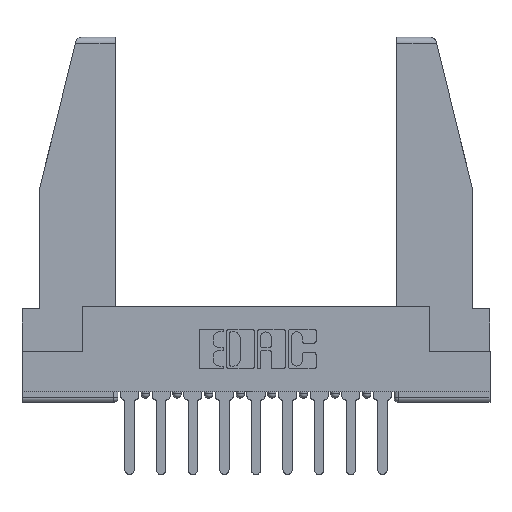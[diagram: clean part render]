
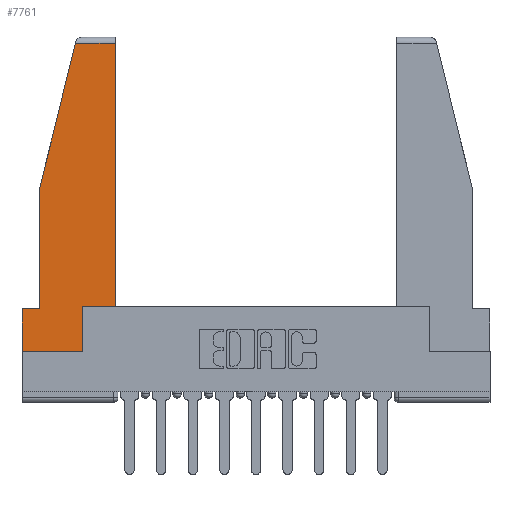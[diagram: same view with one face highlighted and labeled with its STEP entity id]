
A CAD part, top view. The second image highlights one B-rep face of the part: STEP entity #7761.
In plain terms, the highlighted planar face has unit normal (0, 0, 1).
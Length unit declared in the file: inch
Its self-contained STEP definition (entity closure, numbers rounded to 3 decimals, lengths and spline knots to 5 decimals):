
#134 = EDGE_CURVE ( 'NONE', #12608, #10734, #11951, .T. ) ;
#252 = EDGE_CURVE ( 'NONE', #9555, #10537, #1095, .T. ) ;
#309 = LINE ( 'NONE', #1643, #10043 ) ;
#415 = VECTOR ( 'NONE', #3105, 39.37008 ) ;
#1095 = LINE ( 'NONE', #11361, #11418 ) ;
#1202 = DIRECTION ( 'NONE',  ( 0., 1., 0. ) ) ;
#1244 = EDGE_CURVE ( 'NONE', #12481, #12149, #2581, .T. ) ;
#1307 = CARTESIAN_POINT ( 'NONE',  ( 0.086, 0.8, 0. ) ) ;
#1544 = VERTEX_POINT ( 'NONE', #5508 ) ;
#1639 = CARTESIAN_POINT ( 'NONE',  ( 0., 0., 0. ) ) ;
#1643 = CARTESIAN_POINT ( 'NONE',  ( 0., 0.21, 0. ) ) ;
#1737 = DIRECTION ( 'NONE',  ( -1., 0., 0. ) ) ;
#2009 = ORIENTED_EDGE ( 'NONE', *, *, #14227, .T. ) ;
#2508 = CARTESIAN_POINT ( 'NONE',  ( 0.271, 1.55, 0. ) ) ;
#2581 = LINE ( 'NONE', #2508, #9940 ) ;
#2608 = CARTESIAN_POINT ( 'NONE',  ( 0., 0.21, 0. ) ) ;
#2633 = ORIENTED_EDGE ( 'NONE', *, *, #6916, .T. ) ;
#3105 = DIRECTION ( 'NONE',  ( 0., 1., 0. ) ) ;
#3479 = PLANE ( 'NONE',  #13295 ) ;
#3593 = ORIENTED_EDGE ( 'NONE', *, *, #9208, .T. ) ;
#5037 = DIRECTION ( 'NONE',  ( -1., 0., 0. ) ) ;
#5091 = DIRECTION ( 'NONE',  ( 0., -1., 0. ) ) ;
#5101 = VECTOR ( 'NONE', #1202, 39.37008 ) ;
#5508 = CARTESIAN_POINT ( 'NONE',  ( 0.461, 1.52, 0. ) ) ;
#5760 = CARTESIAN_POINT ( 'NONE',  ( 0.297, 0., 0. ) ) ;
#5831 = ORIENTED_EDGE ( 'NONE', *, *, #6062, .T. ) ;
#5920 = CARTESIAN_POINT ( 'NONE',  ( 0.461, 0.223, 0. ) ) ;
#6062 = EDGE_CURVE ( 'NONE', #12787, #9679, #8264, .T. ) ;
#6615 = ORIENTED_EDGE ( 'NONE', *, *, #8101, .T. ) ;
#6717 = LINE ( 'NONE', #7885, #5101 ) ;
#6857 = DIRECTION ( 'NONE',  ( 1., 0., 0. ) ) ;
#6916 = EDGE_CURVE ( 'NONE', #12149, #12787, #11718, .T. ) ;
#7730 = EDGE_CURVE ( 'NONE', #10734, #9555, #6717, .T. ) ;
#7761 = ADVANCED_FACE ( 'NONE', ( #12358 ), #3479, .T. ) ;
#7793 = ORIENTED_EDGE ( 'NONE', *, *, #7730, .T. ) ;
#7884 = CARTESIAN_POINT ( 'NONE',  ( 0.2636, 1.52, 0. ) ) ;
#7885 = CARTESIAN_POINT ( 'NONE',  ( 0.297, 0., 0. ) ) ;
#8101 = EDGE_CURVE ( 'NONE', #10537, #1544, #14257, .T. ) ;
#8207 = DIRECTION ( 'NONE',  ( 0., -1., 0. ) ) ;
#8256 = VECTOR ( 'NONE', #5037, 39.37008 ) ;
#8264 = LINE ( 'NONE', #2608, #8256 ) ;
#8876 = DIRECTION ( 'NONE',  ( 1., 0., 0. ) ) ;
#8879 = CARTESIAN_POINT ( 'NONE',  ( 0., 0.21, 0. ) ) ;
#8967 = CARTESIAN_POINT ( 'NONE',  ( 0.086, 0.21, 0. ) ) ;
#9145 = LINE ( 'NONE', #13620, #13175 ) ;
#9208 = EDGE_CURVE ( 'NONE', #9679, #12608, #309, .T. ) ;
#9555 = VERTEX_POINT ( 'NONE', #9677 ) ;
#9677 = CARTESIAN_POINT ( 'NONE',  ( 0.297, 0.223, 0. ) ) ;
#9679 = VERTEX_POINT ( 'NONE', #8879 ) ;
#9940 = VECTOR ( 'NONE', #11670, 39.37008 ) ;
#10043 = VECTOR ( 'NONE', #5091, 39.37008 ) ;
#10216 = CARTESIAN_POINT ( 'NONE',  ( 0., 0., 0. ) ) ;
#10281 = EDGE_LOOP ( 'NONE', ( #6615, #2009, #13639, #2633, #5831, #3593, #13221, #7793, #12558 ) ) ;
#10537 = VERTEX_POINT ( 'NONE', #5920 ) ;
#10734 = VERTEX_POINT ( 'NONE', #5760 ) ;
#11361 = CARTESIAN_POINT ( 'NONE',  ( 0.297, 0.223, 0. ) ) ;
#11396 = DIRECTION ( 'NONE',  ( 0., 0., 1. ) ) ;
#11418 = VECTOR ( 'NONE', #8876, 39.37008 ) ;
#11670 = DIRECTION ( 'NONE',  ( -0.239, -0.971, 0. ) ) ;
#11718 = LINE ( 'NONE', #12966, #12563 ) ;
#11951 = LINE ( 'NONE', #12978, #14260 ) ;
#12149 = VERTEX_POINT ( 'NONE', #1307 ) ;
#12358 = FACE_OUTER_BOUND ( 'NONE', #10281, .T. ) ;
#12481 = VERTEX_POINT ( 'NONE', #7884 ) ;
#12558 = ORIENTED_EDGE ( 'NONE', *, *, #252, .T. ) ;
#12563 = VECTOR ( 'NONE', #8207, 39.37008 ) ;
#12608 = VERTEX_POINT ( 'NONE', #1639 ) ;
#12787 = VERTEX_POINT ( 'NONE', #8967 ) ;
#12966 = CARTESIAN_POINT ( 'NONE',  ( 0.086, 0.8, 0. ) ) ;
#12978 = CARTESIAN_POINT ( 'NONE',  ( 0., 0., 0. ) ) ;
#13047 = DIRECTION ( 'NONE',  ( 1., 0., 0. ) ) ;
#13175 = VECTOR ( 'NONE', #1737, 39.37008 ) ;
#13221 = ORIENTED_EDGE ( 'NONE', *, *, #134, .T. ) ;
#13295 = AXIS2_PLACEMENT_3D ( 'NONE', #10216, #11396, #6857 ) ;
#13620 = CARTESIAN_POINT ( 'NONE',  ( 0., 1.52, 0. ) ) ;
#13639 = ORIENTED_EDGE ( 'NONE', *, *, #1244, .T. ) ;
#14038 = CARTESIAN_POINT ( 'NONE',  ( 0.461, 0.223, 0. ) ) ;
#14227 = EDGE_CURVE ( 'NONE', #1544, #12481, #9145, .T. ) ;
#14257 = LINE ( 'NONE', #14038, #415 ) ;
#14260 = VECTOR ( 'NONE', #13047, 39.37008 ) ;
